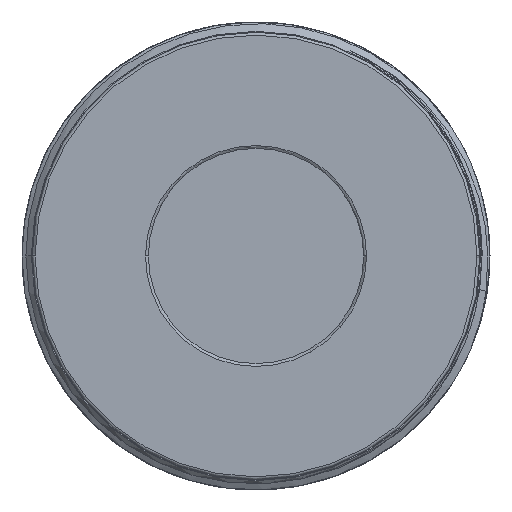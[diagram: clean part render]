
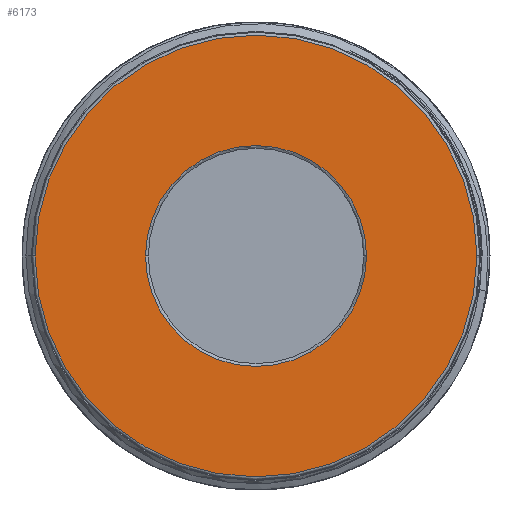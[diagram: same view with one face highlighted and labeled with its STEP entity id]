
A CAD part, front view. The second image highlights one B-rep face of the part: STEP entity #6173.
In plain terms, the highlighted planar face has unit normal (0, -1, 0).
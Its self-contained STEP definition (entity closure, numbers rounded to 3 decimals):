
#955=CARTESIAN_POINT('',(0.,0.,0.));
#956=DIRECTION('',(0.,1.,0.));
#957=DIRECTION('',(1.,0.,0.));
#958=AXIS2_PLACEMENT_3D('',#955,#956,#957);
#963=CARTESIAN_POINT('',(0.,0.,0.));
#964=DIRECTION('',(0.,1.,0.));
#965=DIRECTION('',(1.,0.,-0.008));
#966=AXIS2_PLACEMENT_3D('',#963,#964,#965);
#971=CARTESIAN_POINT('',(0.,0.,0.));
#972=DIRECTION('',(0.,1.,0.));
#973=DIRECTION('',(-1.,0.,0.));
#974=AXIS2_PLACEMENT_3D('',#971,#972,#973);
#979=CARTESIAN_POINT('',(0.,0.,0.));
#980=DIRECTION('',(0.,1.,0.));
#981=DIRECTION('',(-1.,0.,0.008));
#982=AXIS2_PLACEMENT_3D('',#979,#980,#981);
#987=CARTESIAN_POINT('',(0.,0.,0.));
#988=DIRECTION('',(0.,-1.,0.));
#989=DIRECTION('',(-1.,0.,0.));
#990=AXIS2_PLACEMENT_3D('',#987,#988,#989);
#995=CARTESIAN_POINT('',(0.,0.,0.));
#996=DIRECTION('',(0.,-1.,0.));
#997=DIRECTION('',(1.,0.,0.));
#998=AXIS2_PLACEMENT_3D('',#995,#996,#997);
#1034=CARTESIAN_POINT('',(0.,0.,0.));
#1035=DIRECTION('',(0.,1.,0.));
#1036=DIRECTION('',(1.,0.,0.));
#1037=AXIS2_PLACEMENT_3D('',#1034,#1035,#1036);
#1096=CARTESIAN_POINT('',(0.,0.,0.));
#1097=DIRECTION('',(0.,1.,0.));
#1098=DIRECTION('',(-1.,0.,0.));
#1099=AXIS2_PLACEMENT_3D('',#1096,#1097,#1098);
#4632=CARTESIAN_POINT('',(-23.599,0.,0.181));
#4633=CARTESIAN_POINT('',(23.6,0.,0.));
#4634=VERTEX_POINT('',#4632);
#4635=VERTEX_POINT('',#4633);
#4636=CARTESIAN_POINT('',(-23.6,0.,0.));
#4637=VERTEX_POINT('',#4636);
#4638=CARTESIAN_POINT('',(23.599,0.,-0.181));
#4639=VERTEX_POINT('',#4638);
#4640=CARTESIAN_POINT('',(-11.8,0.,0.));
#4641=CARTESIAN_POINT('',(11.799,0.,-0.127));
#4642=VERTEX_POINT('',#4640);
#4643=VERTEX_POINT('',#4641);
#4644=CARTESIAN_POINT('',(11.8,0.,0.));
#4645=VERTEX_POINT('',#4644);
#4646=CARTESIAN_POINT('',(-11.799,0.,0.127));
#4647=VERTEX_POINT('',#4646);
#6150=CARTESIAN_POINT('',(0.,0.,0.));
#6151=DIRECTION('',(0.,1.,0.));
#6152=DIRECTION('',(1.,0.,0.));
#6153=AXIS2_PLACEMENT_3D('',#6150,#6151,#6152);
#6154=PLANE('',#6153);
#6156=ORIENTED_EDGE('',*,*,#6155,.T.);
#6158=ORIENTED_EDGE('',*,*,#6157,.T.);
#6159=ORIENTED_EDGE('',*,*,#6139,.T.);
#6160=ORIENTED_EDGE('',*,*,#6137,.T.);
#6161=EDGE_LOOP('',(#6156,#6158,#6159,#6160));
#6162=FACE_OUTER_BOUND('',#6161,.F.);
#6164=ORIENTED_EDGE('',*,*,#6163,.T.);
#6166=ORIENTED_EDGE('',*,*,#6165,.F.);
#6168=ORIENTED_EDGE('',*,*,#6167,.T.);
#6170=ORIENTED_EDGE('',*,*,#6169,.F.);
#6171=EDGE_LOOP('',(#6164,#6166,#6168,#6170));
#6172=FACE_BOUND('',#6171,.F.);
#6173=ADVANCED_FACE('',(#6162,#6172),#6154,.F.);
#959=CIRCLE('',#958,23.6);
#967=CIRCLE('',#966,23.6);
#975=CIRCLE('',#974,23.6);
#983=CIRCLE('',#982,23.6);
#991=CIRCLE('',#990,11.8);
#999=CIRCLE('',#998,11.8);
#1038=CIRCLE('',#1037,11.8);
#1100=CIRCLE('',#1099,11.8);
#6137=EDGE_CURVE('',#4634,#4635,#983,.T.);
#6139=EDGE_CURVE('',#4637,#4634,#975,.T.);
#6155=EDGE_CURVE('',#4635,#4639,#959,.T.);
#6157=EDGE_CURVE('',#4639,#4637,#967,.T.);
#6163=EDGE_CURVE('',#4642,#4643,#991,.T.);
#6165=EDGE_CURVE('',#4645,#4643,#1038,.T.);
#6167=EDGE_CURVE('',#4645,#4647,#999,.T.);
#6169=EDGE_CURVE('',#4642,#4647,#1100,.T.);
